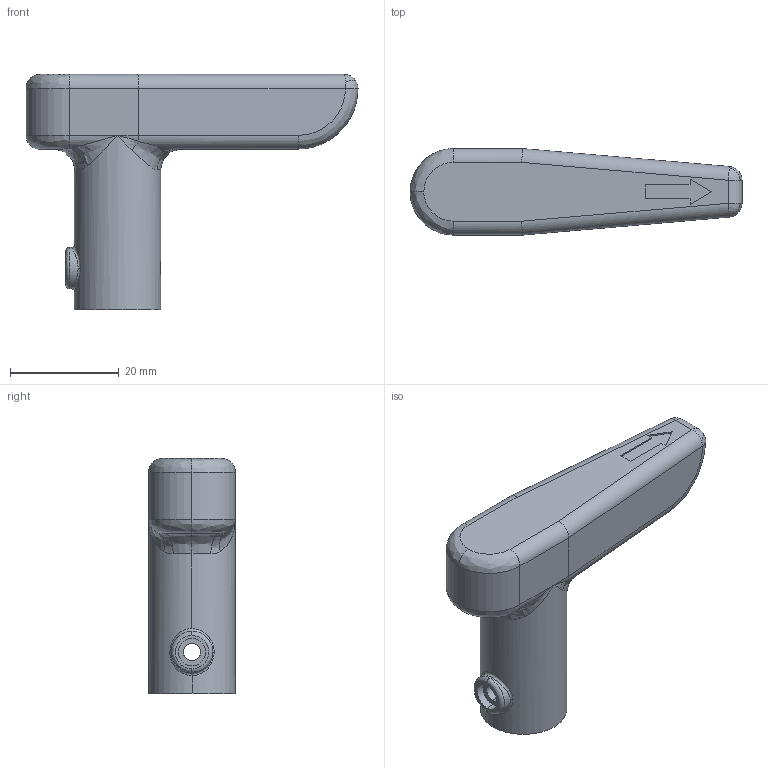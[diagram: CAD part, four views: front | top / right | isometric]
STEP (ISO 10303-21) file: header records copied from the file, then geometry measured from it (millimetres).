
FILE_DESCRIPTION (( 'STEP AP214' ), '1' );
FILE_NAME ('Wing Fold Handle.STEP', '2021-03-27T22:59:28', ( '' ), ( '' ), 'SwSTEP 2.0', 'SolidWorks 2019', '' );
FILE_SCHEMA (( 'AUTOMOTIVE_DESIGN' ));
Length unit declared in the file: inch
Products named in the file (1): Wing Fold Handle
Bounding box: 60.96 x 15.88 x 43.18 mm (x, y, z)
Volume: 15192.9 mm3; surface area: 5257.4 mm2
Topology: 1 solids, 1 shells, 77 faces, 195 edges, 110 vertices
Faces by surface type: cylinder 28, bspline 26, plane 19, cone 4
Entity records: 3747 total; most frequent: CARTESIAN_POINT 2018, ORIENTED_EDGE 370, DIRECTION 270, EDGE_CURVE 185, VERTEX_POINT 110, AXIS2_PLACEMENT_3D 100, EDGE_LOOP 81, ADVANCED_FACE 77
